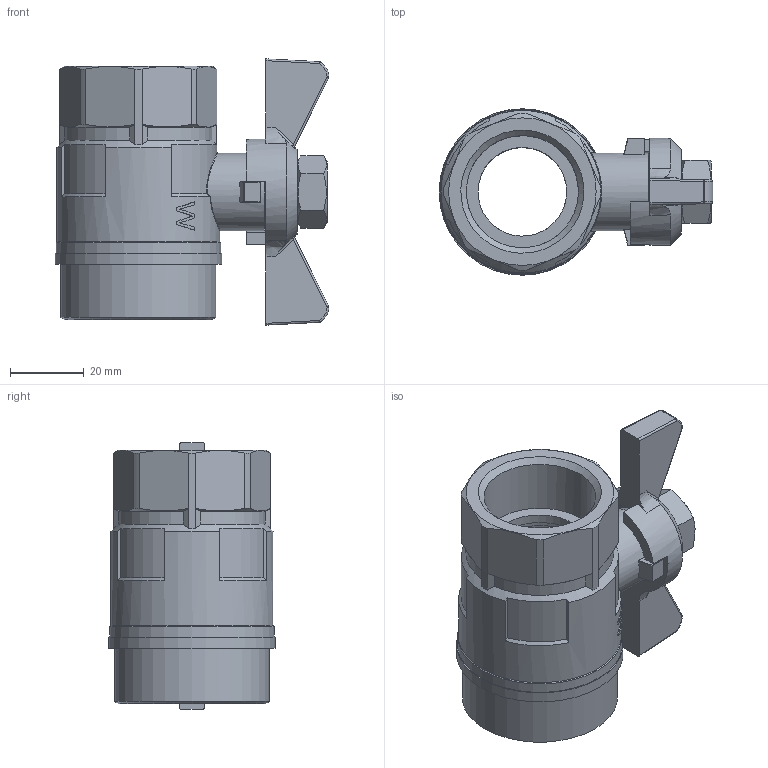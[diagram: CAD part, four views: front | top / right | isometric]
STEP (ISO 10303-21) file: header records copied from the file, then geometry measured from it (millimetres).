
FILE_DESCRIPTION(/* description */ ('Unknown'),/* implementation_level */ '2;1');
FILE_NAME(/* name */ '707-67',/* time_stamp */ '2022-06-30T13:13:14+02:00',/* author */ ('Unknown'),/* organization */ ('Unknown'),/* preprocessor_version */ 'ST-DEVELOPER v16.7',/* originating_system */ 'Solid Edge',/* authorisation */ 'Unknown');
FILE_SCHEMA (('TECHNICAL_DATA_PACKAGING','AUTOMOTIVE_DESIGN {1 0 10303 214 3 1 1}'));
Length unit declared in the file: millimetre
Products named in the file (11): 707-67; Flügelgriff 1; 600-1-Spindel-co; 600-1-0-ring; 600-1-Spindeldichtung; 600-1-Stopfbuchse; 600-1-spindel; 707-67_Körper_oa_0; 600-1-Kvrper; 707-67_Einschraubteil_neu; 600-1-Mutter-fl.g.
Assembly tree (10 placements, depth 3):
  707-67
    Flügelgriff 1
    600-1-Spindel-co
      600-1-0-ring
      600-1-Spindeldichtung
      600-1-Stopfbuchse
      600-1-spindel
    707-67_Körper_oa_0
      600-1-Kvrper
      707-67_Einschraubteil_neu
    600-1-Mutter-fl.g.
Bounding box: 74 x 45 x 72 mm (x, y, z)
Volume: 55241.5 mm3; surface area: 32883.1 mm2
Topology: 8 solids, 8 shells, 273 faces, 688 edges, 442 vertices
Faces by surface type: plane 129, cylinder 65, cone 37, bspline 32, sphere 8, torus 2
Full cylindrical faces by diameter (mm): 8.5 x1, 8.9 x1, 12 x2, 12.1 x2, 12.5 x1, 14 x1, 14.5 x1, 16 x1, 16.3 x1, 16.5 x1, 18 x1, 21 x1, 22.5 x1, 24 x2, 30.291 x1, 31 x1, 32 x2, 38.5 x1, 40 x1, 40.5 x1, 41.91 x1, 44 x1, 44.5 x1, 45 x1
Entity records: 14183 total; most frequent: CARTESIAN_POINT 6783, ORIENTED_EDGE 1230, DIRECTION 1172, EDGE_CURVE 615, AXIS2_PLACEMENT_3D 475, VERTEX_POINT 423, FACE_BOUND 352, EDGE_LOOP 351
